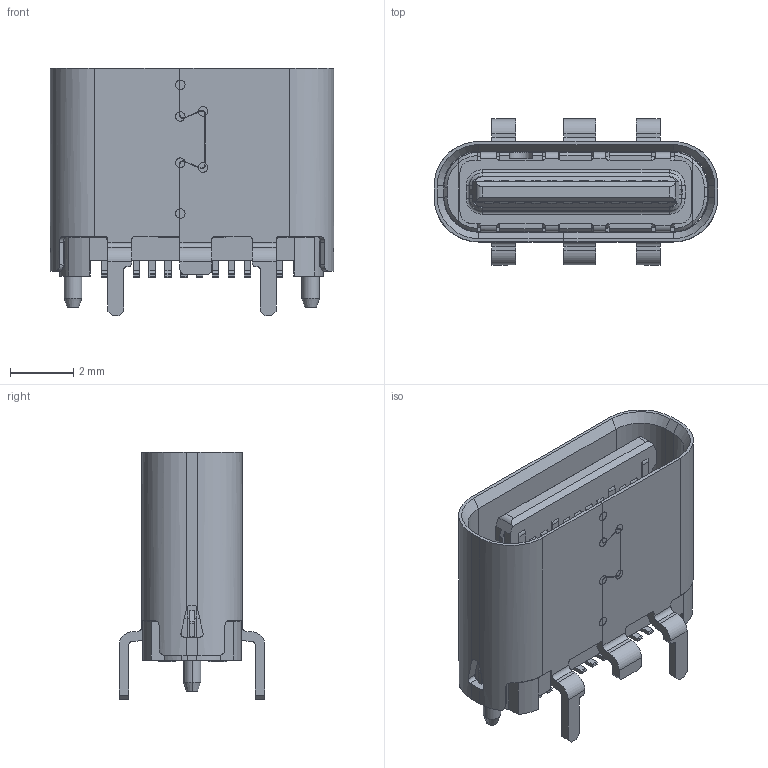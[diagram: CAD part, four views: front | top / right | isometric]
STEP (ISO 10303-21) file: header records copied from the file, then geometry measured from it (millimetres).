
FILE_DESCRIPTION((''),'2;1');
FILE_NAME('12402032','2022-01-18T',('allan.lai'),(''),'CREO PARAMETRIC BY PTC INC, 2017020','CREO PARAMETRIC BY PTC INC, 2017020','');
FILE_SCHEMA(('AUTOMOTIVE_DESIGN { 1 0 10303 214 1 1 1 1 }'));
Length unit declared in the file: millimetre
Products named in the file (1): 12402032
Bounding box: 8.94 x 4.6 x 7.8 mm (x, y, z)
Volume: 94.8 mm3; surface area: 501.2 mm2
Topology: 1 solids, 7 shells, 1128 faces, 3203 edges, 2113 vertices
Faces by surface type: plane 795, cylinder 285, cone 32, bspline 8, torus 8
Entity records: 37517 total; most frequent: CARTESIAN_POINT 7571, ORIENTED_EDGE 6406, DIRECTION 5972, EDGE_CURVE 3203, VECTOR 2460, LINE 2460, VERTEX_POINT 2113, AXIS2_PLACEMENT_3D 1756
